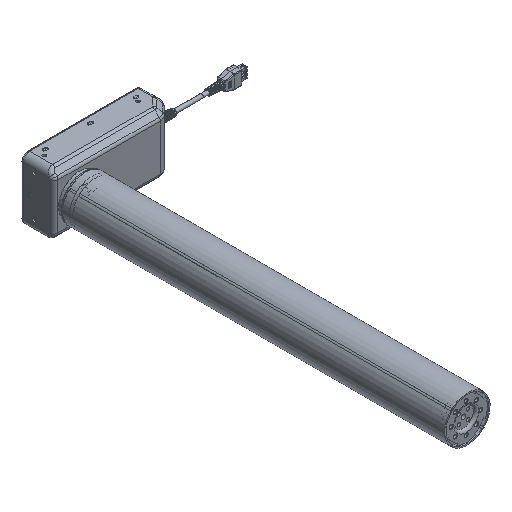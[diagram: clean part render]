
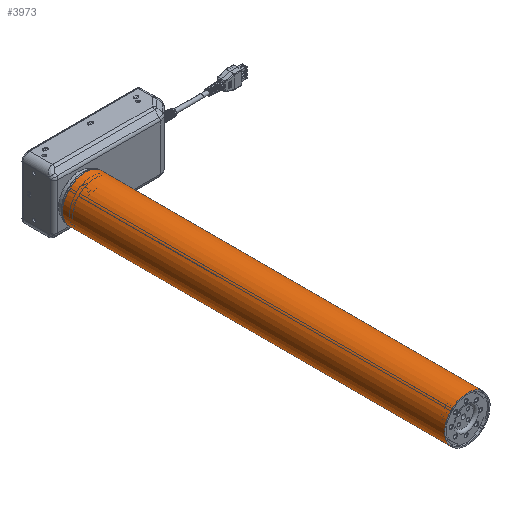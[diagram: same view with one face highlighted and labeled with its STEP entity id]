
A CAD part, isometric view. The second image highlights one B-rep face of the part: STEP entity #3973.
In plain terms, the highlighted cylindrical face has radius 35 mm (diameter 70 mm), a full revolution.
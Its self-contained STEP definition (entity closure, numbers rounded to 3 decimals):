
#3507=CYLINDRICAL_SURFACE('',#43867,35.);
#3973=ADVANCED_FACE('',(#16663,#16664),#3507,.T.);
#16663=FACE_BOUND('',#17199,.T.);
#16664=FACE_BOUND('',#17200,.T.);
#17199=EDGE_LOOP('',(#20234));
#17200=EDGE_LOOP('',(#20235));
#20234=ORIENTED_EDGE('',*,*,#36452,.F.);
#20235=ORIENTED_EDGE('',*,*,#36453,.T.);
#32406=VERTEX_POINT('',#59095);
#32407=VERTEX_POINT('',#59098);
#36452=EDGE_CURVE('',#32406,#32406,#42539,.T.);
#36453=EDGE_CURVE('',#32407,#32407,#42540,.T.);
#42539=CIRCLE('',#43863,35.);
#42540=CIRCLE('',#43865,35.);
#43863=AXIS2_PLACEMENT_3D('',#59094,#47700,#47701);
#43865=AXIS2_PLACEMENT_3D('',#59097,#47704,#47705);
#43867=AXIS2_PLACEMENT_3D('',#59100,#47708,#47709);
#47700=DIRECTION('',(0.,-1.,0.));
#47701=DIRECTION('',(0.707,0.,-0.707));
#47704=DIRECTION('',(0.,-1.,0.));
#47705=DIRECTION('',(0.707,0.,-0.707));
#47708=DIRECTION('',(0.,1.,0.));
#47709=DIRECTION('',(0.707,0.,-0.707));
#59094=CARTESIAN_POINT('',(0.,0.,0.));
#59095=CARTESIAN_POINT('',(24.749,0.,-24.749));
#59097=CARTESIAN_POINT('',(0.,590.,0.));
#59098=CARTESIAN_POINT('',(24.749,590.,-24.749));
#59100=CARTESIAN_POINT('',(0.,0.,0.));
